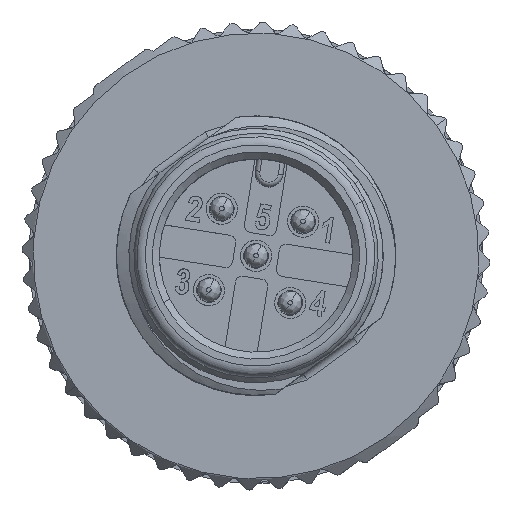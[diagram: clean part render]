
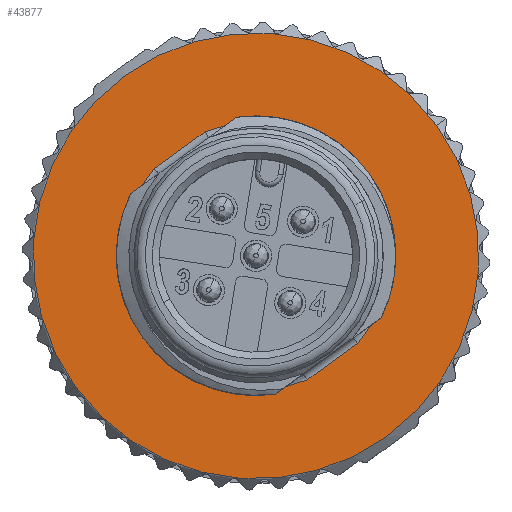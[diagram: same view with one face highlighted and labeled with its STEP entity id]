
A CAD part, top view. The second image highlights one B-rep face of the part: STEP entity #43877.
In plain terms, the highlighted planar face has unit normal (0, 0, 1).
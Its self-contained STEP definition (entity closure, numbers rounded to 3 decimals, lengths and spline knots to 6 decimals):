
#14844=CARTESIAN_POINT('',(-0.016873,0.,0.0148));
#14845=DIRECTION('',(0.,0.,1.));
#14846=DIRECTION('',(0.811,0.585,0.));
#14847=AXIS2_PLACEMENT_3D('',#14844,#14845,#14846);
#14849=CARTESIAN_POINT('',(-0.016873,0.,0.0148));
#14850=DIRECTION('',(0.,0.,1.));
#14851=DIRECTION('',(-0.811,-0.585,0.));
#14852=AXIS2_PLACEMENT_3D('',#14849,#14850,#14851);
#14854=CARTESIAN_POINT('',(-0.016873,0.,0.0148));
#14855=DIRECTION('',(0.,0.,-1.));
#14856=DIRECTION('',(0.379,-0.925,0.));
#14857=AXIS2_PLACEMENT_3D('',#14854,#14855,#14856);
#14859=CARTESIAN_POINT('',(-0.016873,0.,0.0148));
#14860=DIRECTION('',(0.,0.,-1.));
#14861=DIRECTION('',(0.811,0.585,0.));
#14862=AXIS2_PLACEMENT_3D('',#14859,#14860,#14861);
#14864=CARTESIAN_POINT('',(-0.016873,0.,0.0148));
#14865=DIRECTION('',(0.,0.,-1.));
#14866=DIRECTION('',(-0.379,0.925,0.));
#14867=AXIS2_PLACEMENT_3D('',#14864,#14865,#14866);
#14869=DIRECTION('',(-0.811,-0.585,0.));
#14870=VECTOR('',#14869,0.002696);
#14871=CARTESIAN_POINT('',(-0.019059,0.005329,0.0148));
#14872=LINE('',#14871,#14870);
#14879=CARTESIAN_POINT('',(-0.019059,0.005329,0.0148));
#14899=CARTESIAN_POINT('',(-0.021245,0.003751,0.0148));
#14923=DIRECTION('',(0.811,0.585,0.));
#14924=VECTOR('',#14923,0.002696);
#14925=CARTESIAN_POINT('',(-0.014688,-0.005329,0.0148));
#14926=LINE('',#14925,#14924);
#19520=VERTEX_POINT('',#14899);
#19523=VERTEX_POINT('',#14879);
#21753=CARTESIAN_POINT('',(-0.012204,0.003372,0.0148));
#21754=VERTEX_POINT('',#21753);
#21755=CARTESIAN_POINT('',(-0.012502,-0.003751,0.0148));
#21756=VERTEX_POINT('',#21755);
#21757=CARTESIAN_POINT('',(-0.014688,-0.005329,0.0148));
#21758=VERTEX_POINT('',#21757);
#23572=CARTESIAN_POINT('',(-0.024632,-0.005603,0.0148));
#23574=VERTEX_POINT('',#23572);
#23576=CARTESIAN_POINT('',(-0.009115,0.005603,0.0148));
#23578=VERTEX_POINT('',#23576);
#43856=CARTESIAN_POINT('',(-0.012447,0.003196,0.0148));
#43857=DIRECTION('',(0.,0.,1.));
#43858=DIRECTION('',(-0.811,-0.585,0.));
#43859=AXIS2_PLACEMENT_3D('',#43856,#43857,#43858);
#43860=PLANE('',#43859);
#43861=ORIENTED_EDGE('',*,*,#23684,.F.);
#43862=ORIENTED_EDGE('',*,*,#25498,.F.);
#43863=EDGE_LOOP('',(#43861,#43862));
#43864=FACE_OUTER_BOUND('',#43863,.F.);
#43866=ORIENTED_EDGE('',*,*,#43865,.T.);
#43868=ORIENTED_EDGE('',*,*,#43867,.F.);
#43870=ORIENTED_EDGE('',*,*,#43869,.T.);
#43872=ORIENTED_EDGE('',*,*,#43871,.F.);
#43874=ORIENTED_EDGE('',*,*,#43873,.F.);
#43875=EDGE_LOOP('',(#43866,#43868,#43870,#43872,#43874));
#43876=FACE_BOUND('',#43875,.F.);
#43877=ADVANCED_FACE('',(#43864,#43876),#43860,.T.);
#14848=CIRCLE('',#14847,0.00957);
#14853=CIRCLE('',#14852,0.00957);
#14858=CIRCLE('',#14857,0.00576);
#14863=CIRCLE('',#14862,0.00576);
#14868=CIRCLE('',#14867,0.00576);
#23684=EDGE_CURVE('',#23578,#23574,#14848,.T.);
#25498=EDGE_CURVE('',#23574,#23578,#14853,.T.);
#43865=EDGE_CURVE('',#19523,#19520,#14872,.T.);
#43867=EDGE_CURVE('',#21758,#19520,#14858,.T.);
#43869=EDGE_CURVE('',#21758,#21756,#14926,.T.);
#43871=EDGE_CURVE('',#21754,#21756,#14863,.T.);
#43873=EDGE_CURVE('',#19523,#21754,#14868,.T.);
